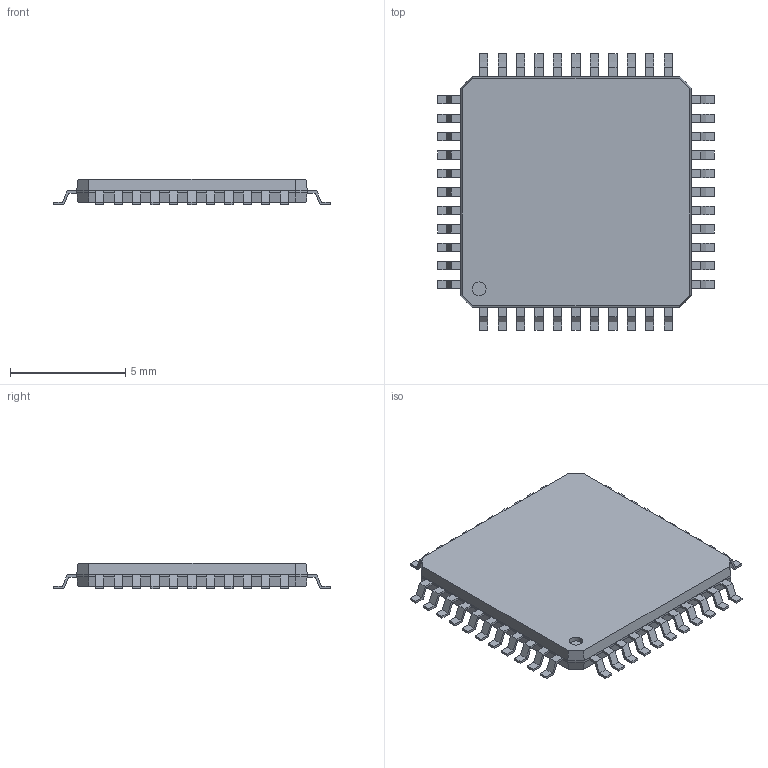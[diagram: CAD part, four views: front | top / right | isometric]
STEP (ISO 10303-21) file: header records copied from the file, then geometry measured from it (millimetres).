
FILE_DESCRIPTION (( 'STEP AP214' ), '1' );
FILE_NAME ('User Library-TQFP-44-1.STEP', '2012-03-25T20:10:28', ( 'Solidworks' ), ( 'Solidworks' ), 'SwSTEP 2.0', 'SolidWorks 2012', '' );
FILE_SCHEMA (( 'AUTOMOTIVE_DESIGN' ));
Length unit declared in the file: millimetre
Products named in the file (46): User Library-TQFP-44-1_Body; User Library-TQFP-44-1_pin039; User Library-TQFP-44-1_pin040; User Library-TQFP-44-1_pin041; User Library-TQFP-44-1_pin042; User Library-TQFP-44-1_pin043; User Library-TQFP-44-1_pin044; User Library-TQFP-44-1_pin038; User Library-TQFP-44-1_pin028; User Library-TQFP-44-1_pin029; User Library-TQFP-44-1_pin030; User Library-TQFP-44-1_pin031; User Library-TQFP-44-1_pin032; User Library-TQFP-44-1_pin033; User Library-TQFP-44-1_pin034; User Library-TQFP-44-1_pin035; User Library-TQFP-44-1_pin036; User Library-TQFP-44-1_pin026; User Library-TQFP-44-1_pin025; User Library-TQFP-44-1_pin037; User Library-TQFP-44-1_pin027; User Library-TQFP-44-1_pin016; User Library-TQFP-44-1_pin002; User Library-TQFP-44-1_pin004; User Library-TQFP-44-1_pin005; User Library-TQFP-44-1_pin006; User Library-TQFP-44-1_pin008; User Library-TQFP-44-1_pin009; User Library-TQFP-44-1_pin010; User Library-TQFP-44-1_pin011; User Library-TQFP-44-1_pin012; User Library-TQFP-44-1_pin013; User Library-TQFP-44-1_pin014; User Library-TQFP-44-1_pin015; User Library-TQFP-44-1_pin003; User Library-TQFP-44-1_pin007; User Library-TQFP-44-1_pin023; User Library-TQFP-44-1_pin024; User Library-TQFP-44-1_pin017; User Library-TQFP-44-1_pin018 ...
Assembly tree (45 placements, depth 2):
  User Library-TQFP-44-1
    User Library-TQFP-44-1_pin001
    User Library-TQFP-44-1_pin021
    User Library-TQFP-44-1_pin022
    User Library-TQFP-44-1_pin020
    User Library-TQFP-44-1_pin019
    User Library-TQFP-44-1_pin018
    User Library-TQFP-44-1_pin017
    User Library-TQFP-44-1_pin024
    User Library-TQFP-44-1_pin023
    User Library-TQFP-44-1_pin007
    User Library-TQFP-44-1_pin003
    User Library-TQFP-44-1_pin015
    User Library-TQFP-44-1_pin014
    User Library-TQFP-44-1_pin013
    User Library-TQFP-44-1_pin012
    User Library-TQFP-44-1_pin011
    User Library-TQFP-44-1_pin010
    User Library-TQFP-44-1_pin009
    User Library-TQFP-44-1_pin008
    User Library-TQFP-44-1_pin006
    User Library-TQFP-44-1_pin005
    User Library-TQFP-44-1_pin004
    User Library-TQFP-44-1_pin002
    User Library-TQFP-44-1_pin016
    User Library-TQFP-44-1_pin027
    User Library-TQFP-44-1_pin037
    User Library-TQFP-44-1_pin025
    User Library-TQFP-44-1_pin026
    User Library-TQFP-44-1_pin036
    User Library-TQFP-44-1_pin035
    User Library-TQFP-44-1_pin034
    User Library-TQFP-44-1_pin033
    User Library-TQFP-44-1_pin032
    User Library-TQFP-44-1_pin031
    User Library-TQFP-44-1_pin030
    User Library-TQFP-44-1_pin029
    User Library-TQFP-44-1_pin028
    User Library-TQFP-44-1_pin038
    User Library-TQFP-44-1_pin044
    User Library-TQFP-44-1_pin043
    User Library-TQFP-44-1_pin042
    User Library-TQFP-44-1_pin041
    User Library-TQFP-44-1_pin040
    User Library-TQFP-44-1_pin039
    User Library-TQFP-44-1_Body
Bounding box: 12 x 12 x 1.1 mm (x, y, z)
Volume: 100.5 mm3; surface area: 290.7 mm2
Topology: 45 solids, 45 shells, 557 faces, 1360 edges, 894 vertices
Faces by surface type: plane 555, cylinder 2
Entity records: 24083 total; most frequent: CARTESIAN_POINT 2859, ORIENTED_EDGE 2720, DIRECTION 2574, EDGE_CURVE 1360, LINE 1356, VECTOR 1356, VERTEX_POINT 894, UNCERTAINTY_MEASURE_WITH_UNIT 693
